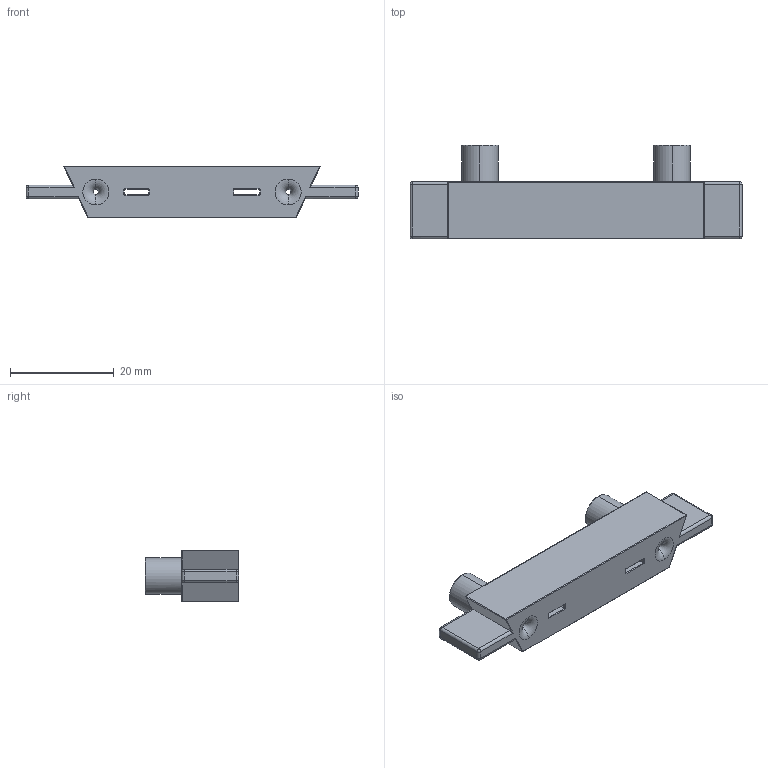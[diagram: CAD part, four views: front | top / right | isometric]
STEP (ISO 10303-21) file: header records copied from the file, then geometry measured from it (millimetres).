
FILE_DESCRIPTION (( 'STEP AP203' ), '1' );
FILE_NAME ('F gate 3_27.STEP', '2021-03-28T03:19:01', ( '' ), ( '' ), 'SwSTEP 2.0', 'SolidWorks 2020', '' );
FILE_SCHEMA (( 'CONFIG_CONTROL_DESIGN' ));
Length unit declared in the file: millimetre
Products named in the file (1): F gate 3_27
Bounding box: 63.88 x 18 x 10 mm (x, y, z)
Volume: 5154.6 mm3; surface area: 3722 mm2
Topology: 1 solids, 1 shells, 202 faces, 478 edges, 262 vertices
Faces by surface type: cylinder 84, torus 62, plane 34, sphere 16, bspline 6
Entity records: 6045 total; most frequent: CARTESIAN_POINT 1353, DIRECTION 1070, ORIENTED_EDGE 924, EDGE_CURVE 462, AXIS2_PLACEMENT_3D 449, VERTEX_POINT 262, CIRCLE 252, EDGE_LOOP 214
